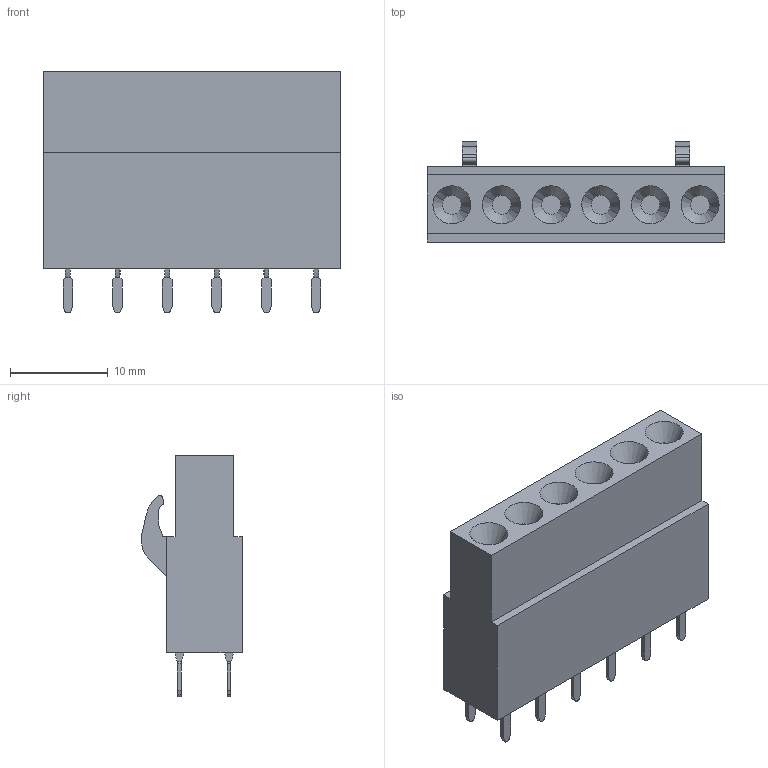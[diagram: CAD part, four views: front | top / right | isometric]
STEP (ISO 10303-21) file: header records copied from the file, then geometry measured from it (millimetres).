
FILE_DESCRIPTION(('CATIA V5 STEP Exchange','CAx-IF Rec.Pracs.--- Model Styling and Organization---1.4--- 2014-01-23'),'2;1');
FILE_NAME ('D1491110_0', '2021-06-23T06:41:08+00:00', ('none'), ('Weidmueller'), 'CATIA Version 5-6 Release 2016 SP3 HF44', 'CATIA V5 STEP AP214', 'none');
FILE_SCHEMA(('AUTOMOTIVE_DESIGN { 1 0 10303 214 1 1 1 1 }'));
Length unit declared in the file: millimetre
Products named in the file (1): 1646180000
Bounding box: 30.48 x 10.28 x 24.75 mm (x, y, z)
Volume: 4312.8 mm3; surface area: 2328.6 mm2
Topology: 13 solids, 13 shells, 316 faces, 762 edges, 492 vertices
Faces by surface type: plane 254, cylinder 50, cone 12
Entity records: 9248 total; most frequent: CARTESIAN_POINT 1771, ORIENTED_EDGE 1524, DIRECTION 1274, EDGE_CURVE 762, VECTOR 638, LINE 638, VERTEX_POINT 492, AXIS2_PLACEMENT_3D 365
